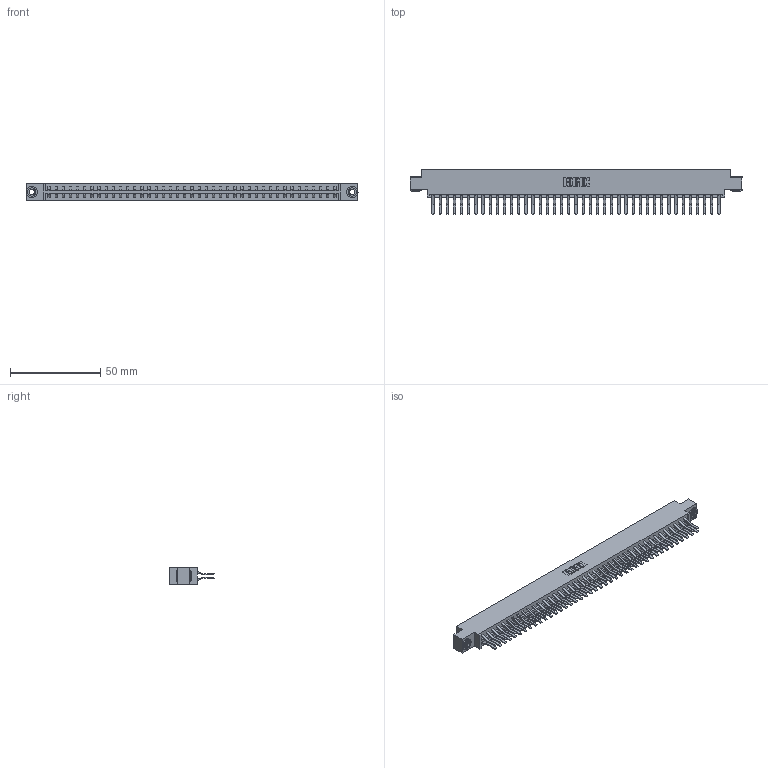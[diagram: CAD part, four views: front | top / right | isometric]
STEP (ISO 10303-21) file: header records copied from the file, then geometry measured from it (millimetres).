
FILE_DESCRIPTION (( 'STEP AP203' ), '1' );
FILE_NAME ('333-082-560-803.STEP', '2018-08-05T03:52:26', ( '' ), ( '' ), 'SwSTEP 2.0', 'SolidWorks 2016', '' );
FILE_SCHEMA (( 'CONFIG_CONTROL_DESIGN' ));
Length unit declared in the file: inch
Products named in the file (4): 333 Part_Offset - .156 Dia - TH; 345-292-001_560 Tail; 345-250-002_345-250-002-102; 333-082-560-803
Assembly tree (85 placements, depth 2):
  333-082-560-803
    333 Part_Offset - .156 Dia - TH
    345-292-001_560 Tail  x82
    345-250-002_345-250-002-102  x2
Bounding box: 184 x 24.78 x 9.4 mm (x, y, z)
Volume: 19104.8 mm3; surface area: 24550.9 mm2
Topology: 85 solids, 85 shells, 4584 faces, 13601 edges, 8954 vertices
Faces by surface type: plane 3036, cylinder 1540, cone 8
Entity records: 27376 total; most frequent: CARTESIAN_POINT 4517, ORIENTED_EDGE 4446, DIRECTION 3897, EDGE_CURVE 2223, LINE 2067, VECTOR 2067, VERTEX_POINT 1478, AXIS2_PLACEMENT_3D 915
